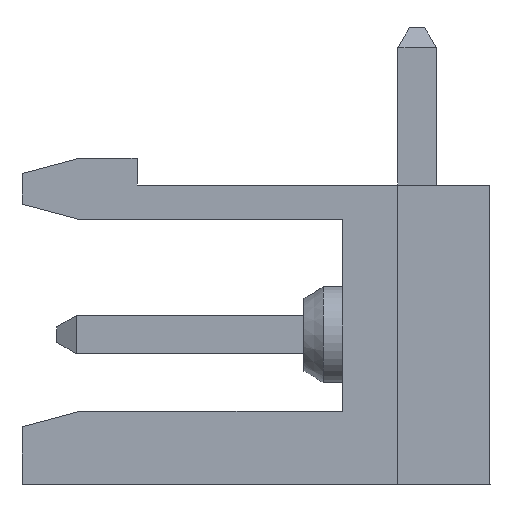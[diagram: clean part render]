
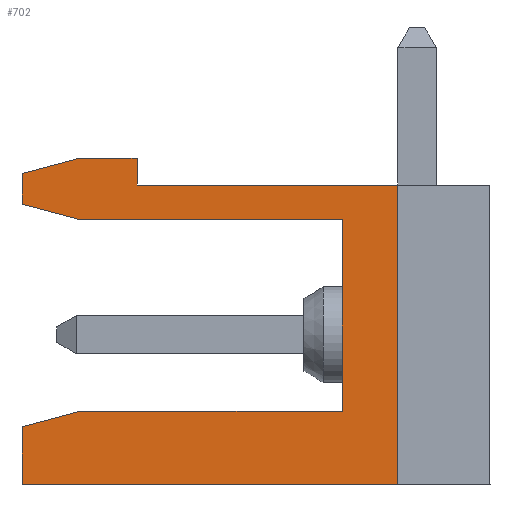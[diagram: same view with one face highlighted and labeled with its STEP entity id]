
A CAD part, left-side view. The second image highlights one B-rep face of the part: STEP entity #702.
In plain terms, the highlighted planar face has unit normal (-1, 0, 0).
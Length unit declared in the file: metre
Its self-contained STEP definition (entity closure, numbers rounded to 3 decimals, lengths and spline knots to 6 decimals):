
#702=ADVANCED_FACE('',(#1736),#1737,.F.);
#1736=FACE_OUTER_BOUND('',#3114,.T.);
#1737=PLANE('',#3115);
#3114=EDGE_LOOP('',(#5222,#5223,#5224,#5225,#5226,#5227,#5228,#5229,#5230,#5231,#5232,#5233,#5234));
#3115=AXIS2_PLACEMENT_3D('',#5235,#5236,#5237);
#5222=ORIENTED_EDGE('',*,*,#8742,.F.);
#5223=ORIENTED_EDGE('',*,*,#8625,.F.);
#5224=ORIENTED_EDGE('',*,*,#8510,.F.);
#5225=ORIENTED_EDGE('',*,*,#8255,.F.);
#5226=ORIENTED_EDGE('',*,*,#8664,.F.);
#5227=ORIENTED_EDGE('',*,*,#8743,.F.);
#5228=ORIENTED_EDGE('',*,*,#8744,.F.);
#5229=ORIENTED_EDGE('',*,*,#8745,.T.);
#5230=ORIENTED_EDGE('',*,*,#8746,.T.);
#5231=ORIENTED_EDGE('',*,*,#8747,.F.);
#5232=ORIENTED_EDGE('',*,*,#8748,.T.);
#5233=ORIENTED_EDGE('',*,*,#8606,.F.);
#5234=ORIENTED_EDGE('',*,*,#8329,.F.);
#5235=CARTESIAN_POINT('',(-0.03974,0.0098,0.000699));
#5236=DIRECTION('',(1.0,0.,0.));
#5237=DIRECTION('',(0.,1.0,0.));
#8255=EDGE_CURVE('',#9919,#9917,#9921,.T.);
#8329=EDGE_CURVE('',#10043,#10045,#10046,.T.);
#8510=EDGE_CURVE('',#9917,#10345,#10346,.T.);
#8606=EDGE_CURVE('',#10045,#10510,#10511,.T.);
#8625=EDGE_CURVE('',#10345,#10538,#10539,.T.);
#8664=EDGE_CURVE('',#10598,#9919,#10600,.T.);
#8742=EDGE_CURVE('',#10538,#10043,#10722,.T.);
#8743=EDGE_CURVE('',#10723,#10598,#10724,.T.);
#8744=EDGE_CURVE('',#10725,#10723,#10726,.T.);
#8745=EDGE_CURVE('',#10725,#10727,#10728,.T.);
#8746=EDGE_CURVE('',#10727,#10729,#10730,.T.);
#8747=EDGE_CURVE('',#10731,#10729,#10732,.T.);
#8748=EDGE_CURVE('',#10731,#10510,#10733,.T.);
#9917=VERTEX_POINT('',#12271);
#9919=VERTEX_POINT('',#12274);
#9921=LINE('',#12277,#12278);
#10043=VERTEX_POINT('',#12455);
#10045=VERTEX_POINT('',#12458);
#10046=LINE('',#12459,#12460);
#10345=VERTEX_POINT('',#12895);
#10346=LINE('',#12896,#12897);
#10510=VERTEX_POINT('',#13141);
#10511=LINE('',#13142,#13143);
#10538=VERTEX_POINT('',#13185);
#10539=LINE('',#13186,#13187);
#10598=VERTEX_POINT('',#13274);
#10600=LINE('',#13277,#13278);
#10722=LINE('',#13454,#13455);
#10723=VERTEX_POINT('',#13456);
#10724=LINE('',#13457,#13458);
#10725=VERTEX_POINT('',#13459);
#10726=LINE('',#13460,#13461);
#10727=VERTEX_POINT('',#13462);
#10728=LINE('',#13463,#13464);
#10729=VERTEX_POINT('',#13465);
#10730=LINE('',#13466,#13467);
#10731=VERTEX_POINT('',#13468);
#10732=LINE('',#13469,#13470);
#10733=LINE('',#13471,#13472);
#12271=CARTESIAN_POINT('',(-0.03974,0.0068,0.));
#12274=CARTESIAN_POINT('',(-0.03974,0.0068,0.000699));
#12277=CARTESIAN_POINT('',(-0.03974,0.0068,0.000299));
#12278=VECTOR('',#15294,1.0);
#12455=CARTESIAN_POINT('',(-0.03974,0.0098,-0.007801));
#12458=CARTESIAN_POINT('',(-0.03974,0.0098,-0.006303));
#12459=CARTESIAN_POINT('',(-0.03974,0.0098,-0.006303));
#12460=VECTOR('',#15360,1.0);
#12895=CARTESIAN_POINT('',(-0.03974,0.,0.));
#12896=CARTESIAN_POINT('',(-0.03974,0.,0.));
#12897=VECTOR('',#15542,1.0);
#13141=CARTESIAN_POINT('',(-0.03974,0.0083,-0.005901));
#13142=CARTESIAN_POINT('',(-0.03974,0.0083,-0.005901));
#13143=VECTOR('',#15632,1.0);
#13185=CARTESIAN_POINT('',(-0.03974,0.,-0.007801));
#13186=CARTESIAN_POINT('',(-0.03974,0.,-0.007801));
#13187=VECTOR('',#15645,1.0);
#13274=CARTESIAN_POINT('',(-0.03974,0.008307,0.000699));
#13277=CARTESIAN_POINT('',(-0.03974,0.0068,0.000699));
#13278=VECTOR('',#15681,1.0);
#13454=CARTESIAN_POINT('',(-0.03974,0.0098,-0.007801));
#13455=VECTOR('',#15745,1.0);
#13456=CARTESIAN_POINT('',(-0.03974,0.0098,0.000299));
#13457=CARTESIAN_POINT('',(-0.03974,0.008307,0.000699));
#13458=VECTOR('',#15746,1.0);
#13459=CARTESIAN_POINT('',(-0.03974,0.0098,-0.000501));
#13460=CARTESIAN_POINT('',(-0.03974,0.0098,-0.006303));
#13461=VECTOR('',#15747,1.0);
#13462=CARTESIAN_POINT('',(-0.03974,0.008307,-0.000901));
#13463=CARTESIAN_POINT('',(-0.03974,0.001956,-0.002603));
#13464=VECTOR('',#15748,1.0);
#13465=CARTESIAN_POINT('',(-0.03974,0.00145,-0.000901));
#13466=CARTESIAN_POINT('',(-0.03974,0.0015,-0.000901));
#13467=VECTOR('',#15749,1.0);
#13468=CARTESIAN_POINT('',(-0.03974,0.00145,-0.005901));
#13469=CARTESIAN_POINT('',(-0.03974,0.00145,-0.000901));
#13470=VECTOR('',#15750,1.0);
#13471=CARTESIAN_POINT('',(-0.03974,0.0015,-0.005901));
#13472=VECTOR('',#15751,1.0);
#15294=DIRECTION('',(0.,0.,-1.0));
#15360=DIRECTION('',(0.,0.,1.0));
#15542=DIRECTION('',(0.,-1.0,0.));
#15632=DIRECTION('',(0.,-0.966,0.259));
#15645=DIRECTION('',(0.,0.,-1.0));
#15681=DIRECTION('',(0.,-1.0,0.));
#15745=DIRECTION('',(0.,1.0,0.));
#15746=DIRECTION('',(0.,-0.966,0.259));
#15747=DIRECTION('',(0.,0.,1.0));
#15748=DIRECTION('',(0.,-0.966,-0.259));
#15749=DIRECTION('',(0.,-1.0,0.));
#15750=DIRECTION('',(0.,0.,1.0));
#15751=DIRECTION('',(0.,1.0,0.));
